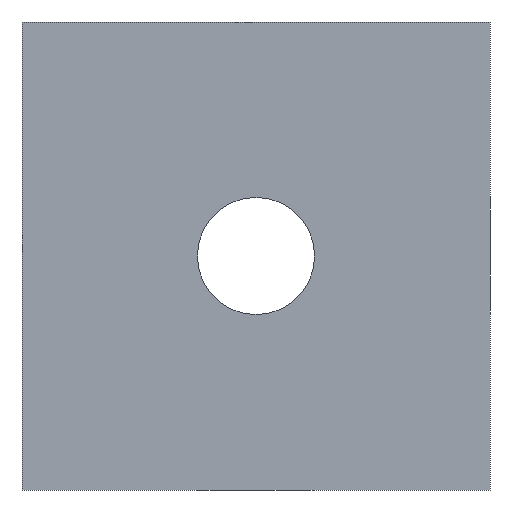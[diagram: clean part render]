
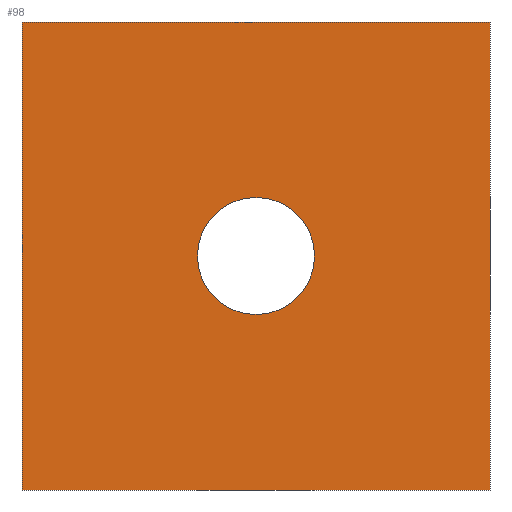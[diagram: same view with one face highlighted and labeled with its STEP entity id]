
A CAD part, front view. The second image highlights one B-rep face of the part: STEP entity #98.
In plain terms, the highlighted planar face has unit normal (0, -1, 0).
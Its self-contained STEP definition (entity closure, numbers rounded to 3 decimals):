
#98=ADVANCED_FACE('',(#204,#206),#208,.T.);
#204=FACE_BOUND('',#205,.T.);
#205=EDGE_LOOP('',(#286,#287,#288,#289));
#206=FACE_BOUND('',#207,.T.);
#207=EDGE_LOOP('',(#290));
#208=PLANE('',#209);
#209=AXIS2_PLACEMENT_3D('',#210,#211,#212);
#210=CARTESIAN_POINT('',(-10.,-10.,0.));
#211=DIRECTION('',(0.,-1.,0.));
#212=DIRECTION('',(1.,0.,0.));
#286=ORIENTED_EDGE('',*,*,#319,.T.);
#287=ORIENTED_EDGE('',*,*,#332,.T.);
#288=ORIENTED_EDGE('',*,*,#334,.F.);
#289=ORIENTED_EDGE('',*,*,#335,.F.);
#290=ORIENTED_EDGE('',*,*,#336,.T.);
#319=EDGE_CURVE('',#349,#347,#350,.T.);
#332=EDGE_CURVE('',#347,#370,#372,.T.);
#334=EDGE_CURVE('',#375,#370,#376,.T.);
#335=EDGE_CURVE('',#349,#375,#377,.T.);
#336=EDGE_CURVE('',#378,#378,#379,.T.);
#347=VERTEX_POINT('',#396);
#349=VERTEX_POINT('',#400);
#350=LINE('',#401,#402);
#370=VERTEX_POINT('',#447);
#372=LINE('',#451,#452);
#375=VERTEX_POINT('',#459);
#376=LINE('',#460,#461);
#377=LINE('',#463,#464);
#378=VERTEX_POINT('',#466);
#379=CIRCLE('',#467,2.5);
#396=CARTESIAN_POINT('',(10.,-10.,0.));
#400=CARTESIAN_POINT('',(-10.,-10.,0.));
#401=CARTESIAN_POINT('',(-10.,-10.,0.));
#402=VECTOR('',#403,1.);
#403=DIRECTION('',(1.,0.,0.));
#447=CARTESIAN_POINT('',(10.,-10.,20.));
#451=CARTESIAN_POINT('',(10.,-10.,0.));
#452=VECTOR('',#453,1.);
#453=DIRECTION('',(0.,0.,1.));
#459=CARTESIAN_POINT('',(-10.,-10.,20.));
#460=CARTESIAN_POINT('',(-10.,-10.,20.));
#461=VECTOR('',#462,1.);
#462=DIRECTION('',(1.,0.,0.));
#463=CARTESIAN_POINT('',(-10.,-10.,0.));
#464=VECTOR('',#465,1.);
#465=DIRECTION('',(0.,0.,1.));
#466=CARTESIAN_POINT('',(-2.5,-10.,10.));
#467=AXIS2_PLACEMENT_3D('',#468,#469,#470);
#468=CARTESIAN_POINT('',(0.,-10.,10.));
#469=DIRECTION('',(0.,1.,0.));
#470=DIRECTION('',(-1.,0.,0.));
